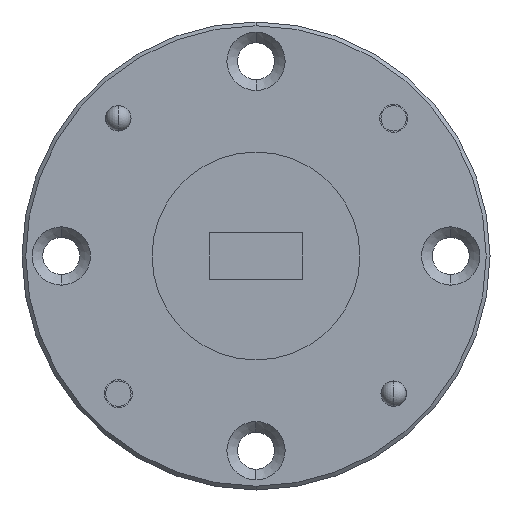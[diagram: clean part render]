
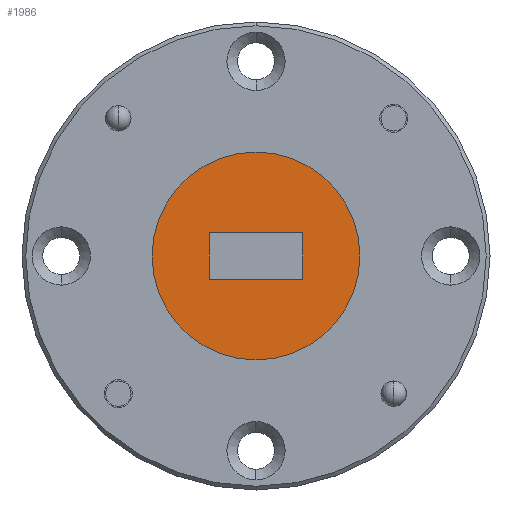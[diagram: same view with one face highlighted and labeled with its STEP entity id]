
A CAD part, front view. The second image highlights one B-rep face of the part: STEP entity #1986.
In plain terms, the highlighted face is planar.
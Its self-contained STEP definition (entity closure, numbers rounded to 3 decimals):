
#151 = CARTESIAN_POINT ( 'NONE',  ( 0., 4.062, 0. ) ) ;
#223 = VECTOR ( 'NONE', #828, 1000. ) ;
#333 = AXIS2_PLACEMENT_3D ( 'NONE', #1642, #1165, #1660 ) ;
#351 = CARTESIAN_POINT ( 'NONE',  ( 0., 4.062, 6.35 ) ) ;
#355 = CARTESIAN_POINT ( 'NONE',  ( 2.845, 4.062, 0. ) ) ;
#439 = DIRECTION ( 'NONE',  ( 0., 0., 1. ) ) ;
#586 = EDGE_CURVE ( 'NONE', #1397, #1746, #1135, .T. ) ;
#592 = ORIENTED_EDGE ( 'NONE', *, *, #1295, .T. ) ;
#593 = CIRCLE ( 'NONE', #333, 6.35 ) ;
#668 = VECTOR ( 'NONE', #1348, 1000. ) ;
#672 = CARTESIAN_POINT ( 'NONE',  ( 2.845, 4.062, 1.423 ) ) ;
#676 = VERTEX_POINT ( 'NONE', #351 ) ;
#685 = LINE ( 'NONE', #355, #668 ) ;
#807 = DIRECTION ( 'NONE',  ( 0., 1., 0. ) ) ;
#828 = DIRECTION ( 'NONE',  ( -1., 0., 0. ) ) ;
#836 = EDGE_CURVE ( 'NONE', #1616, #1397, #1520, .T. ) ;
#843 = AXIS2_PLACEMENT_3D ( 'NONE', #151, #807, #1969 ) ;
#911 = AXIS2_PLACEMENT_3D ( 'NONE', #2077, #1757, #439 ) ;
#965 = FACE_BOUND ( 'NONE', #2053, .T. ) ;
#1069 = CARTESIAN_POINT ( 'NONE',  ( 0., 4.062, -6.35 ) ) ;
#1131 = VERTEX_POINT ( 'NONE', #2125 ) ;
#1135 = LINE ( 'NONE', #1490, #1998 ) ;
#1165 = DIRECTION ( 'NONE',  ( 0., 1., 0. ) ) ;
#1197 = DIRECTION ( 'NONE',  ( 0., 0., 1. ) ) ;
#1231 = EDGE_CURVE ( 'NONE', #1131, #1616, #1325, .T. ) ;
#1242 = VECTOR ( 'NONE', #1197, 1000. ) ;
#1247 = ORIENTED_EDGE ( 'NONE', *, *, #1396, .F. ) ;
#1279 = EDGE_CURVE ( 'NONE', #1627, #676, #593, .T. ) ;
#1295 = EDGE_CURVE ( 'NONE', #676, #1627, #1761, .T. ) ;
#1325 = LINE ( 'NONE', #1802, #223 ) ;
#1330 = DIRECTION ( 'NONE',  ( 1., 0., 0. ) ) ;
#1348 = DIRECTION ( 'NONE',  ( 0., 0., -1. ) ) ;
#1396 = EDGE_CURVE ( 'NONE', #1746, #1131, #685, .T. ) ;
#1397 = VERTEX_POINT ( 'NONE', #1651 ) ;
#1418 = PLANE ( 'NONE',  #911 ) ;
#1452 = ORIENTED_EDGE ( 'NONE', *, *, #1279, .T. ) ;
#1490 = CARTESIAN_POINT ( 'NONE',  ( 0., 4.062, 1.423 ) ) ;
#1520 = LINE ( 'NONE', #1993, #1242 ) ;
#1600 = ORIENTED_EDGE ( 'NONE', *, *, #586, .F. ) ;
#1616 = VERTEX_POINT ( 'NONE', #1882 ) ;
#1627 = VERTEX_POINT ( 'NONE', #1069 ) ;
#1642 = CARTESIAN_POINT ( 'NONE',  ( 0., 4.062, 0. ) ) ;
#1651 = CARTESIAN_POINT ( 'NONE',  ( -2.845, 4.062, 1.423 ) ) ;
#1660 = DIRECTION ( 'NONE',  ( 0., 0., 1. ) ) ;
#1661 = ORIENTED_EDGE ( 'NONE', *, *, #1231, .F. ) ;
#1746 = VERTEX_POINT ( 'NONE', #672 ) ;
#1757 = DIRECTION ( 'NONE',  ( 0., 1., 0. ) ) ;
#1761 = CIRCLE ( 'NONE', #843, 6.35 ) ;
#1781 = FACE_OUTER_BOUND ( 'NONE', #2020, .T. ) ;
#1802 = CARTESIAN_POINT ( 'NONE',  ( 0., 4.062, -1.423 ) ) ;
#1882 = CARTESIAN_POINT ( 'NONE',  ( -2.845, 4.062, -1.423 ) ) ;
#1931 = ORIENTED_EDGE ( 'NONE', *, *, #836, .F. ) ;
#1969 = DIRECTION ( 'NONE',  ( 0., 0., 1. ) ) ;
#1986 = ADVANCED_FACE ( 'NONE', ( #965, #1781 ), #1418, .T. ) ;
#1993 = CARTESIAN_POINT ( 'NONE',  ( -2.845, 4.062, 0. ) ) ;
#1998 = VECTOR ( 'NONE', #1330, 1000. ) ;
#2020 = EDGE_LOOP ( 'NONE', ( #1452, #592 ) ) ;
#2053 = EDGE_LOOP ( 'NONE', ( #1247, #1600, #1931, #1661 ) ) ;
#2077 = CARTESIAN_POINT ( 'NONE',  ( 0., 4.062, 0. ) ) ;
#2125 = CARTESIAN_POINT ( 'NONE',  ( 2.845, 4.062, -1.423 ) ) ;
